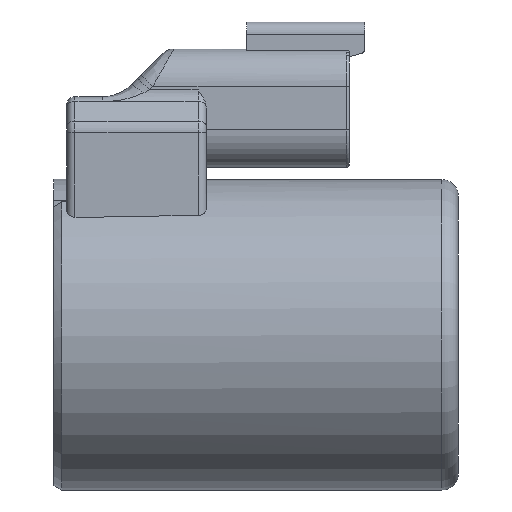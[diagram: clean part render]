
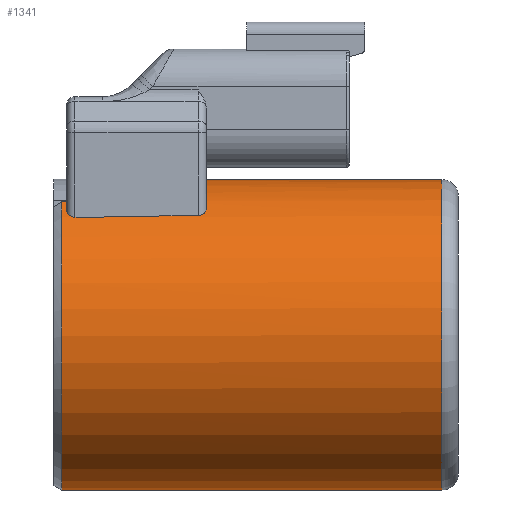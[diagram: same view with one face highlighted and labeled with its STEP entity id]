
A CAD part, left-side view. The second image highlights one B-rep face of the part: STEP entity #1341.
In plain terms, the highlighted cylindrical face has radius 18.9 mm (diameter 37.8 mm), a partial arc.
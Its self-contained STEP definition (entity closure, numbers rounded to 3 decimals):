
#97 = CARTESIAN_POINT ( 'NONE',  ( -8.669, 33.546, 16.795 ) ) ;
#125 = AXIS2_PLACEMENT_3D ( 'NONE', #3738, #3306, #837 ) ;
#277 = DIRECTION ( 'NONE',  ( 0., -1., 0. ) ) ;
#376 = CARTESIAN_POINT ( 'NONE',  ( -9.7, 50.3, 16.221 ) ) ;
#437 = CARTESIAN_POINT ( 'NONE',  ( 0., 48.3, 0. ) ) ;
#501 = CARTESIAN_POINT ( 'NONE',  ( -9.7, 35.3, 16.221 ) ) ;
#547 = CARTESIAN_POINT ( 'NONE',  ( 0., 48.3, -18.9 ) ) ;
#616 = CARTESIAN_POINT ( 'NONE',  ( -9.685, 35.022, 16.23 ) ) ;
#628 = VECTOR ( 'NONE', #277, 1000. ) ;
#660 = VERTEX_POINT ( 'NONE', #5268 ) ;
#783 = ORIENTED_EDGE ( 'NONE', *, *, #3881, .F. ) ;
#837 = DIRECTION ( 'NONE',  ( 0., 0., 1. ) ) ;
#939 = DIRECTION ( 'NONE',  ( 0., 0., -1. ) ) ;
#969 = EDGE_LOOP ( 'NONE', ( #1787, #4621, #783, #5256, #4592, #5513, #2757 ) ) ;
#993 = CIRCLE ( 'NONE', #125, 18.9 ) ;
#1078 = EDGE_CURVE ( 'NONE', #1825, #1872, #2404, .T. ) ;
#1100 = CARTESIAN_POINT ( 'NONE',  ( -8.557, 33.489, 16.852 ) ) ;
#1341 = ADVANCED_FACE ( 'NONE', ( #4594 ), #2936, .T. ) ;
#1585 = CARTESIAN_POINT ( 'NONE',  ( -9.7, 35.3, 16.221 ) ) ;
#1787 = ORIENTED_EDGE ( 'NONE', *, *, #3828, .F. ) ;
#1825 = VERTEX_POINT ( 'NONE', #547 ) ;
#1872 = VERTEX_POINT ( 'NONE', #4448 ) ;
#2015 = CARTESIAN_POINT ( 'NONE',  ( -9.629, 34.753, 16.263 ) ) ;
#2397 = DIRECTION ( 'NONE',  ( 0., 0., -1. ) ) ;
#2404 = LINE ( 'NONE', #6103, #628 ) ;
#2553 = CARTESIAN_POINT ( 'NONE',  ( 0., 50.3, 18.9 ) ) ;
#2746 = VECTOR ( 'NONE', #5961, 1000. ) ;
#2757 = ORIENTED_EDGE ( 'NONE', *, *, #5291, .T. ) ;
#2850 = VERTEX_POINT ( 'NONE', #6046 ) ;
#2933 = DIRECTION ( 'NONE',  ( 0., -1., 0. ) ) ;
#2936 = CYLINDRICAL_SURFACE ( 'NONE', #4249, 18.9 ) ;
#3023 = CARTESIAN_POINT ( 'NONE',  ( -8.986, 33.762, 16.628 ) ) ;
#3057 = CARTESIAN_POINT ( 'NONE',  ( -9.586, 34.62, 16.289 ) ) ;
#3098 = AXIS2_PLACEMENT_3D ( 'NONE', #437, #3323, #2397 ) ;
#3235 = EDGE_CURVE ( 'NONE', #2850, #1825, #3945, .T. ) ;
#3306 = DIRECTION ( 'NONE',  ( 0., 1., 0. ) ) ;
#3323 = DIRECTION ( 'NONE',  ( 0., -1., 0. ) ) ;
#3385 = AXIS2_PLACEMENT_3D ( 'NONE', #6279, #4907, #3826 ) ;
#3406 = VERTEX_POINT ( 'NONE', #501 ) ;
#3480 = CARTESIAN_POINT ( 'NONE',  ( -9.7, 35.16, 16.221 ) ) ;
#3495 = CARTESIAN_POINT ( 'NONE',  ( -7.7, 33.3, 17.26 ) ) ;
#3537 = CARTESIAN_POINT ( 'NONE',  ( -8.2, 33.359, 17.029 ) ) ;
#3738 = CARTESIAN_POINT ( 'NONE',  ( 0., 2., 0. ) ) ;
#3826 = DIRECTION ( 'NONE',  ( 0., 0., 1. ) ) ;
#3828 = EDGE_CURVE ( 'NONE', #5047, #5646, #4720, .T. ) ;
#3881 = EDGE_CURVE ( 'NONE', #3406, #660, #5613, .T. ) ;
#3945 = CIRCLE ( 'NONE', #3098, 18.9 ) ;
#4249 = AXIS2_PLACEMENT_3D ( 'NONE', #5808, #5792, #939 ) ;
#4427 = LINE ( 'NONE', #376, #5283 ) ;
#4448 = CARTESIAN_POINT ( 'NONE',  ( 0., 2., -18.9 ) ) ;
#4454 = CARTESIAN_POINT ( 'NONE',  ( -9.266, 34.029, 16.474 ) ) ;
#4474 = CARTESIAN_POINT ( 'NONE',  ( -8.322, 33.395, 16.97 ) ) ;
#4517 = CARTESIAN_POINT ( 'NONE',  ( -7.828, 33.3, 17.203 ) ) ;
#4592 = ORIENTED_EDGE ( 'NONE', *, *, #3235, .T. ) ;
#4594 = FACE_OUTER_BOUND ( 'NONE', #969, .T. ) ;
#4621 = ORIENTED_EDGE ( 'NONE', *, *, #5320, .F. ) ;
#4720 = LINE ( 'NONE', #2553, #2746 ) ;
#4907 = DIRECTION ( 'NONE',  ( 0., 1., 0. ) ) ;
#5047 = VERTEX_POINT ( 'NONE', #5556 ) ;
#5256 = ORIENTED_EDGE ( 'NONE', *, *, #5311, .F. ) ;
#5268 = CARTESIAN_POINT ( 'NONE',  ( -7.7, 33.3, 17.26 ) ) ;
#5283 = VECTOR ( 'NONE', #2933, 1000. ) ;
#5291 = EDGE_CURVE ( 'NONE', #1872, #5646, #993, .T. ) ;
#5311 = EDGE_CURVE ( 'NONE', #2850, #3406, #4427, .T. ) ;
#5320 = EDGE_CURVE ( 'NONE', #660, #5047, #6208, .T. ) ;
#5432 = CARTESIAN_POINT ( 'NONE',  ( -8.883, 33.682, 16.683 ) ) ;
#5513 = ORIENTED_EDGE ( 'NONE', *, *, #1078, .T. ) ;
#5556 = CARTESIAN_POINT ( 'NONE',  ( 0., 33.3, 18.9 ) ) ;
#5613 = B_SPLINE_CURVE_WITH_KNOTS ( 'NONE', 3,
 ( #1585, #3480, #616, #2015, #3057, #5983, #4454, #3023, #5432, #97, #1100, #4474, #3537, #5903, #4517, #3495 ),
 .UNSPECIFIED., .F., .F.,
 ( 4, 2, 2, 2, 2, 2, 2, 4 ),
 ( 0., 0., 0.001, 0.002, 0.002, 0.002, 0.003, 0.003 ),
 .UNSPECIFIED. ) ;
#5646 = VERTEX_POINT ( 'NONE', #5993 ) ;
#5792 = DIRECTION ( 'NONE',  ( 0., -1., 0. ) ) ;
#5808 = CARTESIAN_POINT ( 'NONE',  ( 0., 50.3, 0. ) ) ;
#5903 = CARTESIAN_POINT ( 'NONE',  ( -7.954, 33.312, 17.146 ) ) ;
#5961 = DIRECTION ( 'NONE',  ( 0., -1., 0. ) ) ;
#5983 = CARTESIAN_POINT ( 'NONE',  ( -9.423, 34.249, 16.384 ) ) ;
#5993 = CARTESIAN_POINT ( 'NONE',  ( 0., 2., 18.9 ) ) ;
#6046 = CARTESIAN_POINT ( 'NONE',  ( -9.7, 48.3, 16.221 ) ) ;
#6103 = CARTESIAN_POINT ( 'NONE',  ( 0., 50.3, -18.9 ) ) ;
#6208 = CIRCLE ( 'NONE', #3385, 18.9 ) ;
#6279 = CARTESIAN_POINT ( 'NONE',  ( 0., 33.3, 0. ) ) ;
